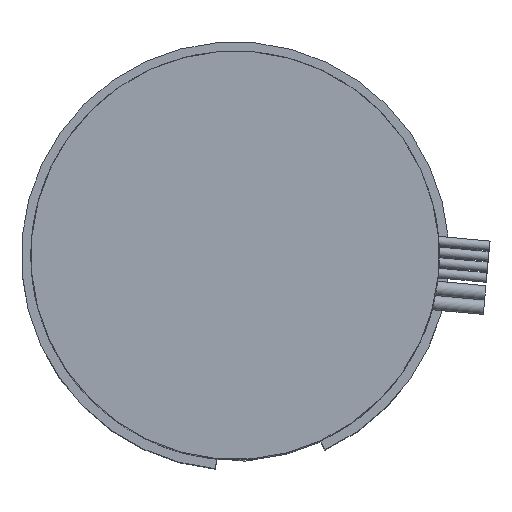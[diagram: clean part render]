
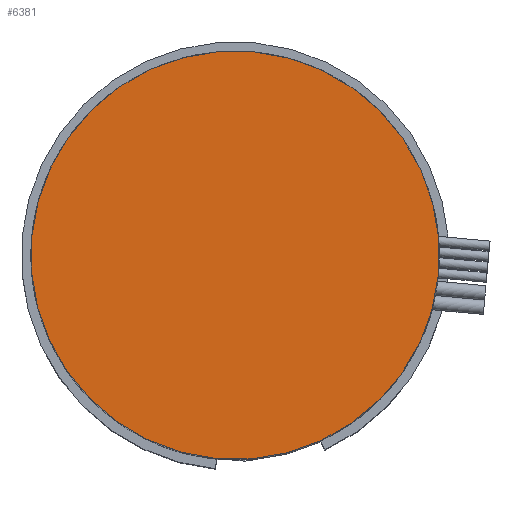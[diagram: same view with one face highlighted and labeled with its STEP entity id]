
A CAD part, top view. The second image highlights one B-rep face of the part: STEP entity #6381.
In plain terms, the highlighted face is planar.
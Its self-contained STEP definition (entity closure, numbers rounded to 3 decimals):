
#922=FACE_OUTER_BOUND('',#1354,.T.);
#1354=EDGE_LOOP('',(#5514,#5515));
#2378=CIRCLE('',#7357,21.2);
#2386=CIRCLE('',#7365,21.2);
#3028=VERTEX_POINT('',#16183);
#3029=VERTEX_POINT('',#16184);
#3896=EDGE_CURVE('',#3028,#3029,#2378,.T.);
#3911=EDGE_CURVE('',#3029,#3028,#2386,.T.);
#5514=ORIENTED_EDGE('',*,*,#3896,.F.);
#5515=ORIENTED_EDGE('',*,*,#3911,.F.);
#6091=PLANE('',#7369);
#6381=ADVANCED_FACE('',(#922),#6091,.F.);
#7357=AXIS2_PLACEMENT_3D('',#16185,#9098,#9099);
#7365=AXIS2_PLACEMENT_3D('',#16213,#9121,#9122);
#7369=AXIS2_PLACEMENT_3D('',#16223,#9135,#9136);
#9098=DIRECTION('center_axis',(0.,1.,0.));
#9099=DIRECTION('ref_axis',(0.,0.,1.));
#9121=DIRECTION('center_axis',(0.,1.,0.));
#9122=DIRECTION('ref_axis',(0.,0.,1.));
#9135=DIRECTION('center_axis',(0.,1.,0.));
#9136=DIRECTION('ref_axis',(0.,0.,1.));
#16183=CARTESIAN_POINT('',(0.,0.,-21.2));
#16184=CARTESIAN_POINT('',(0.,0.,21.2));
#16185=CARTESIAN_POINT('Origin',(0.,0.,0.));
#16213=CARTESIAN_POINT('Origin',(0.,0.,0.));
#16223=CARTESIAN_POINT('Origin',(0.,0.,0.));
